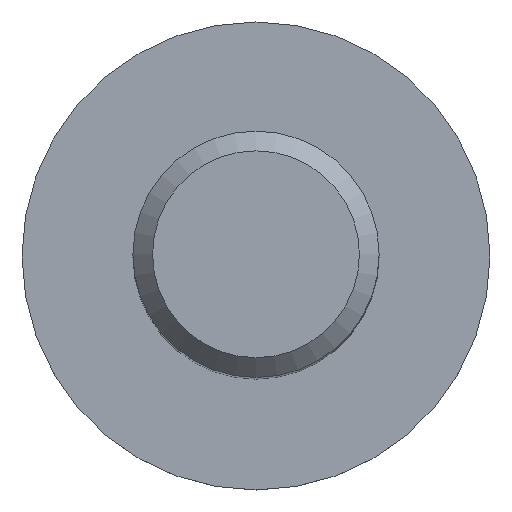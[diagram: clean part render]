
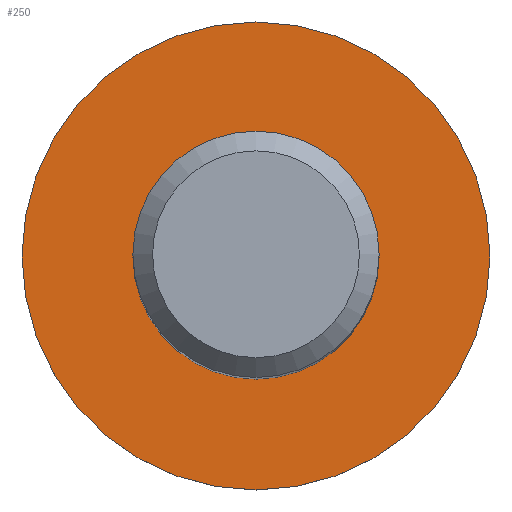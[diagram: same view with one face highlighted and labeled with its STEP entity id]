
A CAD part, top view. The second image highlights one B-rep face of the part: STEP entity #250.
In plain terms, the highlighted planar face has unit normal (0, 0, 1).
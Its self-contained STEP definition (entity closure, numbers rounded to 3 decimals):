
#16=FACE_BOUND('',#62,.T.);
#28=PLANE('',#288);
#41=FACE_OUTER_BOUND('',#61,.T.);
#61=EDGE_LOOP('',(#184));
#62=EDGE_LOOP('',(#185));
#112=CIRCLE('',#285,2.5);
#114=CIRCLE('',#289,4.75);
#124=VERTEX_POINT('',#402);
#127=VERTEX_POINT('',#413);
#144=EDGE_CURVE('',#124,#124,#112,.T.);
#147=EDGE_CURVE('',#127,#127,#114,.T.);
#184=ORIENTED_EDGE('',*,*,#147,.F.);
#185=ORIENTED_EDGE('',*,*,#144,.T.);
#250=ADVANCED_FACE('',(#41,#16),#28,.F.);
#285=AXIS2_PLACEMENT_3D('',#404,#326,#327);
#288=AXIS2_PLACEMENT_3D('',#412,#332,#333);
#289=AXIS2_PLACEMENT_3D('',#414,#334,#335);
#326=DIRECTION('center_axis',(0.,0.,-1.));
#327=DIRECTION('ref_axis',(-1.,0.,0.));
#332=DIRECTION('center_axis',(0.,0.,-1.));
#333=DIRECTION('ref_axis',(-1.,0.,0.));
#334=DIRECTION('center_axis',(0.,0.,-1.));
#335=DIRECTION('ref_axis',(-1.,0.,0.));
#402=CARTESIAN_POINT('',(2.5,0.,2.75));
#404=CARTESIAN_POINT('Origin',(0.,0.,2.75));
#412=CARTESIAN_POINT('Origin',(0.,-4.75,2.75));
#413=CARTESIAN_POINT('',(4.75,0.,2.75));
#414=CARTESIAN_POINT('Origin',(0.,0.,2.75));
